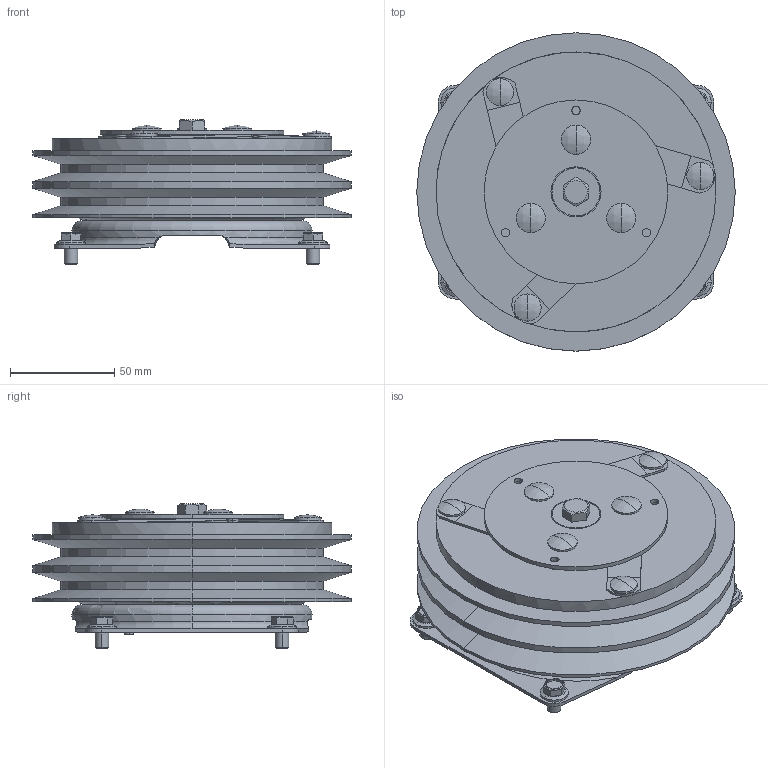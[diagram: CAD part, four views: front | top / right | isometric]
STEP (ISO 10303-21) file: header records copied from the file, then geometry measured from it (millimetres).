
FILE_DESCRIPTION (( 'STEP AP203' ), '1' );
FILE_NAME ('51201000_MA-6A-CU_MGCL.STEP', '2016-03-14T07:53:58', ( '' ), ( '' ), 'SwSTEP 2.0', 'SolidWorks 2014', '' );
FILE_SCHEMA (( 'CONFIG_CONTROL_DESIGN' ));
Length unit declared in the file: millimetre
Products named in the file (1): 51201000_MA-6A-CU_MGCL
Bounding box: 152.4 x 152.4 x 69.1 mm (x, y, z)
Volume: 583460.5 mm3; surface area: 126254.6 mm2
Topology: 7 solids, 10 shells, 623 faces, 1620 edges, 1001 vertices
Faces by surface type: cylinder 285, plane 231, cone 67, torus 28, sphere 12
Entity records: 19754 total; most frequent: CARTESIAN_POINT 3848, DIRECTION 3631, ORIENTED_EDGE 3216, EDGE_CURVE 1608, AXIS2_PLACEMENT_3D 1508, VERTEX_POINT 1001, CIRCLE 884, EDGE_LOOP 701
